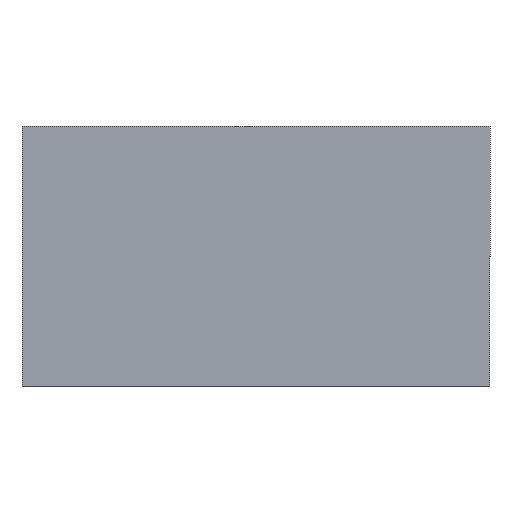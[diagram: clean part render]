
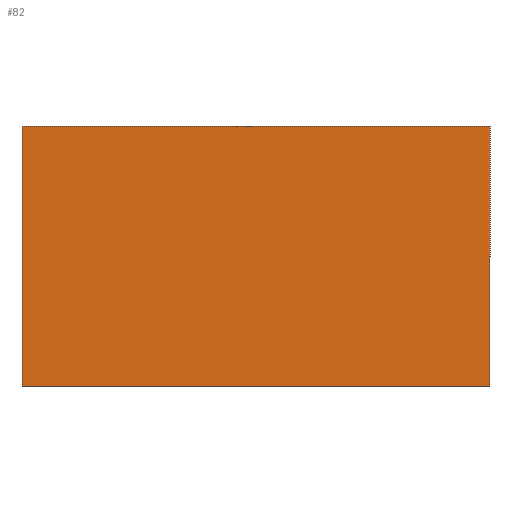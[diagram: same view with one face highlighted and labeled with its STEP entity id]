
A CAD part, front view. The second image highlights one B-rep face of the part: STEP entity #82.
In plain terms, the highlighted planar face has unit normal (0, -1, 0).
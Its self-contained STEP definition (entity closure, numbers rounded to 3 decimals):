
#3 = FACE_OUTER_BOUND ( 'NONE', #23, .T. ) ;
#6 = VERTEX_POINT ( 'NONE', #86 ) ;
#11 = VECTOR ( 'NONE', #49, 1000. ) ;
#18 = CARTESIAN_POINT ( 'NONE',  ( 0., 0., 0. ) ) ;
#23 = EDGE_LOOP ( 'NONE', ( #80, #84, #112, #143 ) ) ;
#27 = EDGE_CURVE ( 'NONE', #140, #105, #79, .T. ) ;
#35 = CARTESIAN_POINT ( 'NONE',  ( -51.651, 0., 14.68 ) ) ;
#39 = CARTESIAN_POINT ( 'NONE',  ( 11.349, 0., -20.32 ) ) ;
#45 = VERTEX_POINT ( 'NONE', #119 ) ;
#49 = DIRECTION ( 'NONE',  ( 0., 0., -1. ) ) ;
#51 = DIRECTION ( 'NONE',  ( 0., 1., 0. ) ) ;
#61 = LINE ( 'NONE', #76, #11 ) ;
#64 = LINE ( 'NONE', #126, #183 ) ;
#72 = LINE ( 'NONE', #35, #95 ) ;
#76 = CARTESIAN_POINT ( 'NONE',  ( 11.349, 0., -20.32 ) ) ;
#79 = LINE ( 'NONE', #159, #171 ) ;
#80 = ORIENTED_EDGE ( 'NONE', *, *, #188, .F. ) ;
#82 = ADVANCED_FACE ( 'NONE', ( #3 ), #131, .F. ) ;
#84 = ORIENTED_EDGE ( 'NONE', *, *, #27, .F. ) ;
#86 = CARTESIAN_POINT ( 'NONE',  ( -51.651, 0., 14.68 ) ) ;
#89 = DIRECTION ( 'NONE',  ( 0., 0., 1. ) ) ;
#95 = VECTOR ( 'NONE', #178, 1000. ) ;
#100 = EDGE_CURVE ( 'NONE', #6, #45, #72, .T. ) ;
#105 = VERTEX_POINT ( 'NONE', #180 ) ;
#111 = AXIS2_PLACEMENT_3D ( 'NONE', #18, #51, #89 ) ;
#112 = ORIENTED_EDGE ( 'NONE', *, *, #121, .F. ) ;
#119 = CARTESIAN_POINT ( 'NONE',  ( 11.349, 0., 14.68 ) ) ;
#121 = EDGE_CURVE ( 'NONE', #45, #140, #61, .T. ) ;
#126 = CARTESIAN_POINT ( 'NONE',  ( -51.651, 0., -20.32 ) ) ;
#131 = PLANE ( 'NONE',  #111 ) ;
#135 = DIRECTION ( 'NONE',  ( 0., 0., 1. ) ) ;
#140 = VERTEX_POINT ( 'NONE', #39 ) ;
#143 = ORIENTED_EDGE ( 'NONE', *, *, #100, .F. ) ;
#159 = CARTESIAN_POINT ( 'NONE',  ( -51.651, 0., -20.32 ) ) ;
#171 = VECTOR ( 'NONE', #190, 1000. ) ;
#178 = DIRECTION ( 'NONE',  ( 1., 0., 0. ) ) ;
#180 = CARTESIAN_POINT ( 'NONE',  ( -51.651, 0., -20.32 ) ) ;
#183 = VECTOR ( 'NONE', #135, 1000. ) ;
#188 = EDGE_CURVE ( 'NONE', #105, #6, #64, .T. ) ;
#190 = DIRECTION ( 'NONE',  ( -1., 0., 0. ) ) ;
